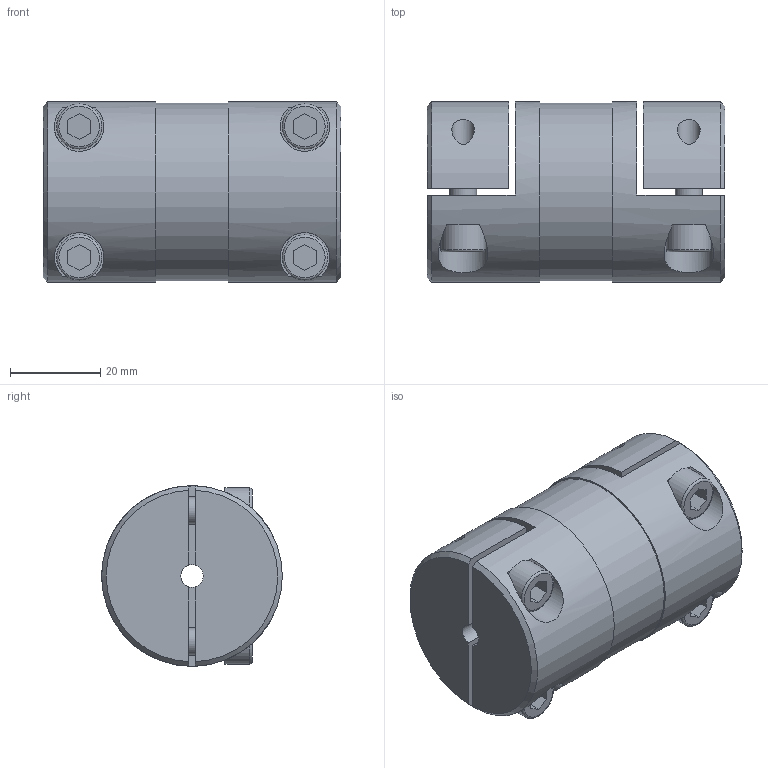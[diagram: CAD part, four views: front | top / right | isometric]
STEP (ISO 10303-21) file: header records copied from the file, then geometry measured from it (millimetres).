
FILE_DESCRIPTION( ( 'STEP AP203' ), '1' );
FILE_NAME( 'el_k_rnh_560551905Isometric_5.stp', '2018-12-11T12:00:59', ( '' ), ( '' ), ' ', 'PARTsolutions', ' ' );
FILE_SCHEMA( ( 'CONFIG_CONTROL_DESIGN' ) );
Length unit declared in the file: millimetre
Products named in the file (4): el_k_rnh_560551905; _k_rnh_560551905; _hsch_rnh_560551905; _zschr_rnh_60551905
Assembly tree (7 placements, depth 2):
  el_k_rnh_560551905
    _k_rnh_560551905
    _hsch_rnh_560551905  x2
    _zschr_rnh_60551905  x4
Bounding box: 66 x 40 x 40 mm (x, y, z)
Volume: 76298.6 mm3; surface area: 20518.6 mm2
Topology: 7 solids, 7 shells, 102 faces, 222 edges, 146 vertices
Faces by surface type: plane 62, cylinder 28, cone 8, torus 4
Full cylindrical faces by diameter (mm): 5 x5, 6 x4, 6.6 x4, 10 x4, 39.3 x1, 40 x2
Entity records: 1847 total; most frequent: CARTESIAN_POINT 576, DIRECTION 242, ORIENTED_EDGE 194, AXIS2_PLACEMENT_3D 98, EDGE_CURVE 97, EDGE_LOOP 85, VERTEX_POINT 72, FACE_OUTER_BOUND 64
